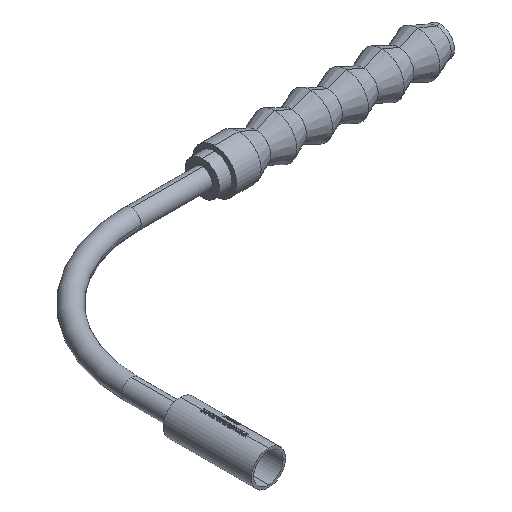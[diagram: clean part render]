
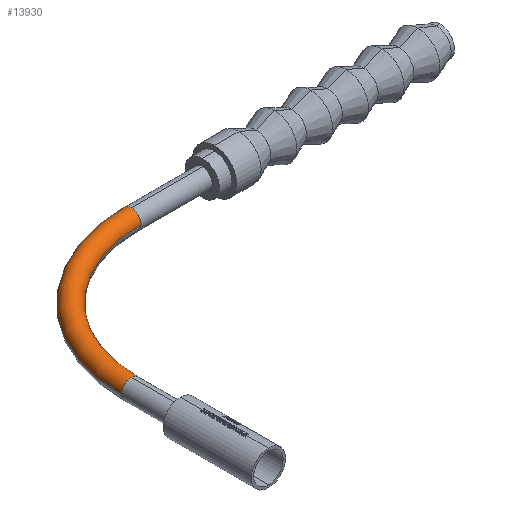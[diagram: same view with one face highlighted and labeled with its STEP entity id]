
A CAD part, isometric view. The second image highlights one B-rep face of the part: STEP entity #13930.
In plain terms, the highlighted toroidal (fillet/blend) face has major radius 30 mm and minor radius 2 mm.
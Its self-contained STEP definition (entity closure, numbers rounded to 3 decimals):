
#114 = VERTEX_POINT ( 'NONE', #3099 ) ;
#584 = CIRCLE ( 'NONE', #20943, 28. ) ;
#835 = CARTESIAN_POINT ( 'NONE',  ( 30., 18., 0. ) ) ;
#1312 = DIRECTION ( 'NONE',  ( -1., 0., 0. ) ) ;
#1429 = EDGE_CURVE ( 'NONE', #114, #19730, #16644, .T. ) ;
#1674 = DIRECTION ( 'NONE',  ( 0., 0., -1. ) ) ;
#1703 = AXIS2_PLACEMENT_3D ( 'NONE', #15515, #15310, #5847 ) ;
#2449 = DIRECTION ( 'NONE',  ( 0., 0., -1. ) ) ;
#2504 = CARTESIAN_POINT ( 'NONE',  ( 2., 18., 0. ) ) ;
#2664 = VERTEX_POINT ( 'NONE', #3441 ) ;
#3008 = EDGE_CURVE ( 'NONE', #6221, #9406, #16629, .T. ) ;
#3099 = CARTESIAN_POINT ( 'NONE',  ( 30., 48., 2. ) ) ;
#3441 = CARTESIAN_POINT ( 'NONE',  ( 30., 46., 0. ) ) ;
#4534 = CARTESIAN_POINT ( 'NONE',  ( 30., 18., 0. ) ) ;
#4925 = FACE_OUTER_BOUND ( 'NONE', #15945, .T. ) ;
#5772 = AXIS2_PLACEMENT_3D ( 'NONE', #9062, #20479, #20421 ) ;
#5847 = DIRECTION ( 'NONE',  ( 0., -1., 0. ) ) ;
#6165 = CIRCLE ( 'NONE', #11528, 2. ) ;
#6221 = VERTEX_POINT ( 'NONE', #2504 ) ;
#6993 = AXIS2_PLACEMENT_3D ( 'NONE', #18338, #20096, #8751 ) ;
#7264 = DIRECTION ( 'NONE',  ( 0., 0., -1. ) ) ;
#7407 = ORIENTED_EDGE ( 'NONE', *, *, #14589, .F. ) ;
#7502 = EDGE_CURVE ( 'NONE', #2664, #114, #10771, .T. ) ;
#8692 = VERTEX_POINT ( 'NONE', #11720 ) ;
#8751 = DIRECTION ( 'NONE',  ( 0., 0., 1. ) ) ;
#9062 = CARTESIAN_POINT ( 'NONE',  ( 30., 48., 0. ) ) ;
#9406 = VERTEX_POINT ( 'NONE', #11750 ) ;
#10771 = CIRCLE ( 'NONE', #1703, 2. ) ;
#11043 = DIRECTION ( 'NONE',  ( 0., -1., 0. ) ) ;
#11237 = DIRECTION ( 'NONE',  ( -1., 0., 0. ) ) ;
#11528 = AXIS2_PLACEMENT_3D ( 'NONE', #17563, #11043, #16059 ) ;
#11678 = ORIENTED_EDGE ( 'NONE', *, *, #20492, .T. ) ;
#11720 = CARTESIAN_POINT ( 'NONE',  ( -2., 18., 0. ) ) ;
#11750 = CARTESIAN_POINT ( 'NONE',  ( 0., 18., 2. ) ) ;
#12202 = ORIENTED_EDGE ( 'NONE', *, *, #7502, .T. ) ;
#12254 = CIRCLE ( 'NONE', #20598, 32. ) ;
#13565 = EDGE_CURVE ( 'NONE', #8692, #19730, #12254, .T. ) ;
#13930 = ADVANCED_FACE ( 'NONE', ( #4925 ), #15757, .T. ) ;
#14589 = EDGE_CURVE ( 'NONE', #9406, #8692, #6165, .T. ) ;
#15248 = DIRECTION ( 'NONE',  ( -1., 0., 0. ) ) ;
#15310 = DIRECTION ( 'NONE',  ( -1., 0., 0. ) ) ;
#15515 = CARTESIAN_POINT ( 'NONE',  ( 30., 48., 0. ) ) ;
#15562 = CARTESIAN_POINT ( 'NONE',  ( 30., 50., 0. ) ) ;
#15757 = TOROIDAL_SURFACE ( 'NONE', #18444, 30., 2. ) ;
#15945 = EDGE_LOOP ( 'NONE', ( #20062, #7407, #18157, #11678, #12202, #18750 ) ) ;
#16059 = DIRECTION ( 'NONE',  ( 0., 0., 1. ) ) ;
#16629 = CIRCLE ( 'NONE', #6993, 2. ) ;
#16644 = CIRCLE ( 'NONE', #5772, 2. ) ;
#16750 = CARTESIAN_POINT ( 'NONE',  ( 30., 18., 0. ) ) ;
#17563 = CARTESIAN_POINT ( 'NONE',  ( 0., 18., 0. ) ) ;
#18157 = ORIENTED_EDGE ( 'NONE', *, *, #3008, .F. ) ;
#18338 = CARTESIAN_POINT ( 'NONE',  ( 0., 18., 0. ) ) ;
#18444 = AXIS2_PLACEMENT_3D ( 'NONE', #16750, #7264, #15248 ) ;
#18750 = ORIENTED_EDGE ( 'NONE', *, *, #1429, .T. ) ;
#19730 = VERTEX_POINT ( 'NONE', #15562 ) ;
#20062 = ORIENTED_EDGE ( 'NONE', *, *, #13565, .F. ) ;
#20096 = DIRECTION ( 'NONE',  ( 0., -1., 0. ) ) ;
#20421 = DIRECTION ( 'NONE',  ( 0., -1., 0. ) ) ;
#20479 = DIRECTION ( 'NONE',  ( -1., 0., 0. ) ) ;
#20492 = EDGE_CURVE ( 'NONE', #6221, #2664, #584, .T. ) ;
#20598 = AXIS2_PLACEMENT_3D ( 'NONE', #835, #2449, #11237 ) ;
#20943 = AXIS2_PLACEMENT_3D ( 'NONE', #4534, #1674, #1312 ) ;
